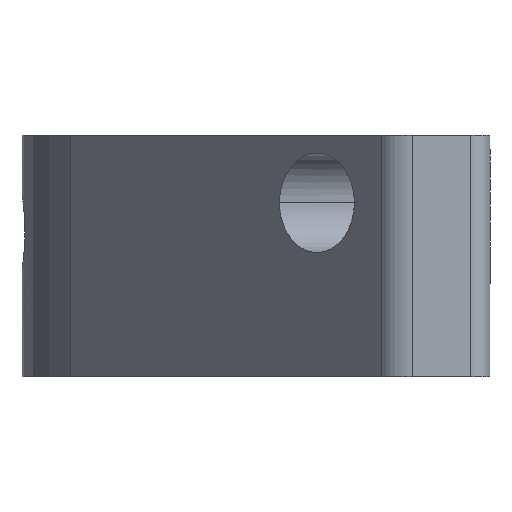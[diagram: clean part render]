
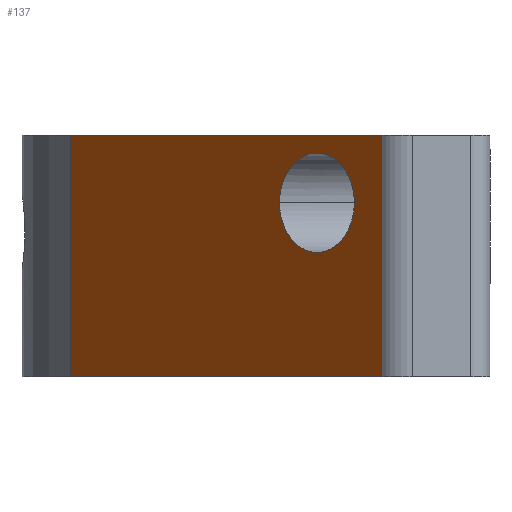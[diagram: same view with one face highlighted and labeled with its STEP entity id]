
A CAD part, left-side view. The second image highlights one B-rep face of the part: STEP entity #137.
In plain terms, the highlighted planar face has unit normal (-0.6, 0.8, 0).
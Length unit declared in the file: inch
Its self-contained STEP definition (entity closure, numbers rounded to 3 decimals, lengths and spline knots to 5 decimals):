
#42 = DIRECTION ( 'NONE',  ( -0.8, -0.6, 0. ) ) ;
#98 =( BOUNDED_CURVE ( )  B_SPLINE_CURVE ( 3, ( #768, #940, #210, #692 ),
 .UNSPECIFIED., .F., .F. ) 
 B_SPLINE_CURVE_WITH_KNOTS ( ( 4, 4 ),
 ( 3.14159, 6.28319 ),
 .UNSPECIFIED. ) 
 CURVE ( )  GEOMETRIC_REPRESENTATION_ITEM ( )  RATIONAL_B_SPLINE_CURVE ( ( 1., 0.333, 0.333, 1. ) ) 
 REPRESENTATION_ITEM ( '' )  );
#137 = ADVANCED_FACE ( 'NONE', ( #243, #331 ), #659, .F. ) ;
#147 = ORIENTED_EDGE ( 'NONE', *, *, #517, .T. ) ;
#181 = EDGE_CURVE ( 'NONE', #587, #727, #861, .T. ) ;
#204 = LINE ( 'NONE', #535, #282 ) ;
#208 = CARTESIAN_POINT ( 'NONE',  ( -1.16004, 0.28, 0.625 ) ) ;
#210 = CARTESIAN_POINT ( 'NONE',  ( -1.066, 0.3506, 0.707 ) ) ;
#243 = FACE_BOUND ( 'NONE', #580, .T. ) ;
#249 = DIRECTION ( 'NONE',  ( 0.6, -0.8, 0. ) ) ;
#251 = VECTOR ( 'NONE', #952, 39.37008 ) ;
#253 = EDGE_LOOP ( 'NONE', ( #849, #561, #348, #147 ) ) ;
#282 = VECTOR ( 'NONE', #773, 39.37008 ) ;
#286 = AXIS2_PLACEMENT_3D ( 'NONE', #570, #249, #575 ) ;
#331 = FACE_OUTER_BOUND ( 'NONE', #253, .T. ) ;
#348 = ORIENTED_EDGE ( 'NONE', *, *, #181, .F. ) ;
#349 = VERTEX_POINT ( 'NONE', #473 ) ;
#364 = CARTESIAN_POINT ( 'NONE',  ( -0.809, 0.54355, 0.45 ) ) ;
#427 = VECTOR ( 'NONE', #42, 39.37008 ) ;
#437 = LINE ( 'NONE', #658, #649 ) ;
#449 = CARTESIAN_POINT ( 'NONE',  ( -1.16004, 0.28, 0. ) ) ;
#472 = VERTEX_POINT ( 'NONE', #976 ) ;
#473 = CARTESIAN_POINT ( 'NONE',  ( -0.08966, 1.08362, 0. ) ) ;
#482 = VERTEX_POINT ( 'NONE', #449 ) ;
#517 = EDGE_CURVE ( 'NONE', #587, #349, #204, .T. ) ;
#535 = CARTESIAN_POINT ( 'NONE',  ( -0.08966, 1.08362, 0.625 ) ) ;
#561 = ORIENTED_EDGE ( 'NONE', *, *, #648, .T. ) ;
#570 = CARTESIAN_POINT ( 'NONE',  ( -1.2, 0.25, 0.625 ) ) ;
#575 = DIRECTION ( 'NONE',  ( 0.8, 0.6, 0. ) ) ;
#580 = EDGE_LOOP ( 'NONE', ( #680, #675 ) ) ;
#587 = VERTEX_POINT ( 'NONE', #1007 ) ;
#601 = CARTESIAN_POINT ( 'NONE',  ( -1.2, 0.25, 0.625 ) ) ;
#648 = EDGE_CURVE ( 'NONE', #482, #727, #708, .T. ) ;
#649 = VECTOR ( 'NONE', #980, 39.37008 ) ;
#658 = CARTESIAN_POINT ( 'NONE',  ( -1.2, 0.25, 0. ) ) ;
#659 = PLANE ( 'NONE',  #286 ) ;
#663 = VERTEX_POINT ( 'NONE', #724 ) ;
#675 = ORIENTED_EDGE ( 'NONE', *, *, #758, .T. ) ;
#680 = ORIENTED_EDGE ( 'NONE', *, *, #879, .T. ) ;
#692 = CARTESIAN_POINT ( 'NONE',  ( -1.066, 0.3506, 0.45 ) ) ;
#697 = CARTESIAN_POINT ( 'NONE',  ( -1.066, 0.3506, 0.193 ) ) ;
#707 = CARTESIAN_POINT ( 'NONE',  ( -1.066, 0.3506, 0.45 ) ) ;
#708 = LINE ( 'NONE', #1031, #251 ) ;
#724 = CARTESIAN_POINT ( 'NONE',  ( -0.809, 0.54355, 0.45 ) ) ;
#727 = VERTEX_POINT ( 'NONE', #208 ) ;
#758 = EDGE_CURVE ( 'NONE', #472, #663, #977, .T. ) ;
#768 = CARTESIAN_POINT ( 'NONE',  ( -0.809, 0.54355, 0.45 ) ) ;
#773 = DIRECTION ( 'NONE',  ( 0., 0., -1. ) ) ;
#849 = ORIENTED_EDGE ( 'NONE', *, *, #992, .T. ) ;
#861 = LINE ( 'NONE', #601, #427 ) ;
#879 = EDGE_CURVE ( 'NONE', #663, #472, #98, .T. ) ;
#940 = CARTESIAN_POINT ( 'NONE',  ( -0.809, 0.54355, 0.707 ) ) ;
#944 = CARTESIAN_POINT ( 'NONE',  ( -0.809, 0.54355, 0.193 ) ) ;
#952 = DIRECTION ( 'NONE',  ( 0., 0., 1. ) ) ;
#976 = CARTESIAN_POINT ( 'NONE',  ( -1.066, 0.3506, 0.45 ) ) ;
#977 =( BOUNDED_CURVE ( )  B_SPLINE_CURVE ( 3, ( #707, #697, #944, #364 ),
 .UNSPECIFIED., .F., .F. ) 
 B_SPLINE_CURVE_WITH_KNOTS ( ( 4, 4 ),
 ( 0., 3.14159 ),
 .UNSPECIFIED. ) 
 CURVE ( )  GEOMETRIC_REPRESENTATION_ITEM ( )  RATIONAL_B_SPLINE_CURVE ( ( 1., 0.333, 0.333, 1. ) ) 
 REPRESENTATION_ITEM ( '' )  );
#980 = DIRECTION ( 'NONE',  ( -0.8, -0.6, 0. ) ) ;
#992 = EDGE_CURVE ( 'NONE', #349, #482, #437, .T. ) ;
#1007 = CARTESIAN_POINT ( 'NONE',  ( -0.08966, 1.08362, 0.625 ) ) ;
#1031 = CARTESIAN_POINT ( 'NONE',  ( -1.16004, 0.28, 0.625 ) ) ;
